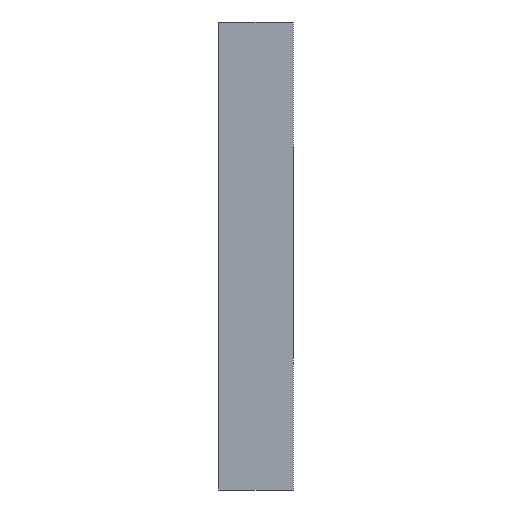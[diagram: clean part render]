
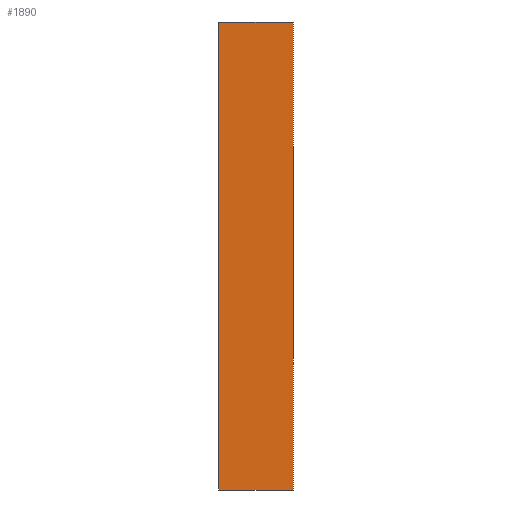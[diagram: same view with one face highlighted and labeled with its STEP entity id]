
A CAD part, front view. The second image highlights one B-rep face of the part: STEP entity #1890.
In plain terms, the highlighted planar face has unit normal (0, -1, 0).
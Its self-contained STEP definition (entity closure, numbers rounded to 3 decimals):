
#102 = PLANE('',#103);
#103 = AXIS2_PLACEMENT_3D('',#104,#105,#106);
#104 = CARTESIAN_POINT('',(-0.203,-78.59,30.6));
#105 = DIRECTION('',(-1.,0.,0.));
#106 = DIRECTION('',(0.,1.,0.));
#623 = PLANE('',#624);
#624 = AXIS2_PLACEMENT_3D('',#625,#626,#627);
#625 = CARTESIAN_POINT('',(3.797,-53.59,30.6));
#626 = DIRECTION('',(0.,0.,-1.));
#627 = DIRECTION('',(-1.,0.,0.));
#947 = PLANE('',#948);
#948 = AXIS2_PLACEMENT_3D('',#949,#950,#951);
#949 = CARTESIAN_POINT('',(7.797,-28.59,30.6));
#950 = DIRECTION('',(1.,0.,0.));
#951 = DIRECTION('',(0.,-1.,0.));
#1257 = VERTEX_POINT('',#1258);
#1258 = CARTESIAN_POINT('',(-0.203,-78.59,30.6));
#1308 = VERTEX_POINT('',#1309);
#1309 = CARTESIAN_POINT('',(-0.203,-78.59,-19.4));
#1323 = PLANE('',#1324);
#1324 = AXIS2_PLACEMENT_3D('',#1325,#1326,#1327);
#1325 = CARTESIAN_POINT('',(3.797,-53.59,-19.4));
#1326 = DIRECTION('',(0.,0.,-1.));
#1327 = DIRECTION('',(-1.,0.,0.));
#1335 = EDGE_CURVE('',#1257,#1308,#1336,.T.);
#1336 = SURFACE_CURVE('',#1337,(#1341,#1348),.PCURVE_S1.);
#1337 = LINE('',#1338,#1339);
#1338 = CARTESIAN_POINT('',(-0.203,-78.59,30.6));
#1339 = VECTOR('',#1340,1.);
#1340 = DIRECTION('',(0.,0.,-1.));
#1341 = PCURVE('',#102,#1342);
#1342 = DEFINITIONAL_REPRESENTATION('',(#1343),#1347);
#1343 = LINE('',#1344,#1345);
#1344 = CARTESIAN_POINT('',(0.,0.));
#1345 = VECTOR('',#1346,1.);
#1346 = DIRECTION('',(0.,1.));
#1347 = ( GEOMETRIC_REPRESENTATION_CONTEXT(2) 
PARAMETRIC_REPRESENTATION_CONTEXT() REPRESENTATION_CONTEXT('2D SPACE',''
  ) );
#1348 = PCURVE('',#1349,#1354);
#1349 = PLANE('',#1350);
#1350 = AXIS2_PLACEMENT_3D('',#1351,#1352,#1353);
#1351 = CARTESIAN_POINT('',(7.797,-78.59,30.6));
#1352 = DIRECTION('',(0.,-1.,0.));
#1353 = DIRECTION('',(-1.,0.,0.));
#1354 = DEFINITIONAL_REPRESENTATION('',(#1355),#1359);
#1355 = LINE('',#1356,#1357);
#1356 = CARTESIAN_POINT('',(8.,0.));
#1357 = VECTOR('',#1358,1.);
#1358 = DIRECTION('',(0.,1.));
#1359 = ( GEOMETRIC_REPRESENTATION_CONTEXT(2) 
PARAMETRIC_REPRESENTATION_CONTEXT() REPRESENTATION_CONTEXT('2D SPACE',''
  ) );
#1737 = VERTEX_POINT('',#1738);
#1738 = CARTESIAN_POINT('',(7.797,-78.59,30.6));
#1761 = EDGE_CURVE('',#1737,#1762,#1764,.T.);
#1762 = VERTEX_POINT('',#1763);
#1763 = CARTESIAN_POINT('',(7.797,-78.59,-19.4));
#1764 = SURFACE_CURVE('',#1765,(#1769,#1776),.PCURVE_S1.);
#1765 = LINE('',#1766,#1767);
#1766 = CARTESIAN_POINT('',(7.797,-78.59,30.6));
#1767 = VECTOR('',#1768,1.);
#1768 = DIRECTION('',(0.,0.,-1.));
#1769 = PCURVE('',#947,#1770);
#1770 = DEFINITIONAL_REPRESENTATION('',(#1771),#1775);
#1771 = LINE('',#1772,#1773);
#1772 = CARTESIAN_POINT('',(50.,0.));
#1773 = VECTOR('',#1774,1.);
#1774 = DIRECTION('',(0.,1.));
#1775 = ( GEOMETRIC_REPRESENTATION_CONTEXT(2) 
PARAMETRIC_REPRESENTATION_CONTEXT() REPRESENTATION_CONTEXT('2D SPACE',''
  ) );
#1776 = PCURVE('',#1349,#1777);
#1777 = DEFINITIONAL_REPRESENTATION('',(#1778),#1782);
#1778 = LINE('',#1779,#1780);
#1779 = CARTESIAN_POINT('',(0.,0.));
#1780 = VECTOR('',#1781,1.);
#1781 = DIRECTION('',(0.,1.));
#1782 = ( GEOMETRIC_REPRESENTATION_CONTEXT(2) 
PARAMETRIC_REPRESENTATION_CONTEXT() REPRESENTATION_CONTEXT('2D SPACE',''
  ) );
#1890 = ADVANCED_FACE('',(#1891),#1349,.T.);
#1891 = FACE_BOUND('',#1892,.T.);
#1892 = EDGE_LOOP('',(#1893,#1914,#1915,#1936));
#1893 = ORIENTED_EDGE('',*,*,#1894,.F.);
#1894 = EDGE_CURVE('',#1257,#1737,#1895,.T.);
#1895 = SURFACE_CURVE('',#1896,(#1900,#1907),.PCURVE_S1.);
#1896 = LINE('',#1897,#1898);
#1897 = CARTESIAN_POINT('',(-0.203,-78.59,30.6));
#1898 = VECTOR('',#1899,1.);
#1899 = DIRECTION('',(1.,0.,0.));
#1900 = PCURVE('',#1349,#1901);
#1901 = DEFINITIONAL_REPRESENTATION('',(#1902),#1906);
#1902 = LINE('',#1903,#1904);
#1903 = CARTESIAN_POINT('',(8.,0.));
#1904 = VECTOR('',#1905,1.);
#1905 = DIRECTION('',(-1.,0.));
#1906 = ( GEOMETRIC_REPRESENTATION_CONTEXT(2) 
PARAMETRIC_REPRESENTATION_CONTEXT() REPRESENTATION_CONTEXT('2D SPACE',''
  ) );
#1907 = PCURVE('',#623,#1908);
#1908 = DEFINITIONAL_REPRESENTATION('',(#1909),#1913);
#1909 = LINE('',#1910,#1911);
#1910 = CARTESIAN_POINT('',(4.,-25.));
#1911 = VECTOR('',#1912,1.);
#1912 = DIRECTION('',(-1.,0.));
#1913 = ( GEOMETRIC_REPRESENTATION_CONTEXT(2) 
PARAMETRIC_REPRESENTATION_CONTEXT() REPRESENTATION_CONTEXT('2D SPACE',''
  ) );
#1914 = ORIENTED_EDGE('',*,*,#1335,.T.);
#1915 = ORIENTED_EDGE('',*,*,#1916,.F.);
#1916 = EDGE_CURVE('',#1762,#1308,#1917,.T.);
#1917 = SURFACE_CURVE('',#1918,(#1922,#1929),.PCURVE_S1.);
#1918 = LINE('',#1919,#1920);
#1919 = CARTESIAN_POINT('',(-0.203,-78.59,-19.4));
#1920 = VECTOR('',#1921,1.);
#1921 = DIRECTION('',(-1.,0.,0.));
#1922 = PCURVE('',#1349,#1923);
#1923 = DEFINITIONAL_REPRESENTATION('',(#1924),#1928);
#1924 = LINE('',#1925,#1926);
#1925 = CARTESIAN_POINT('',(8.,50.));
#1926 = VECTOR('',#1927,1.);
#1927 = DIRECTION('',(1.,0.));
#1928 = ( GEOMETRIC_REPRESENTATION_CONTEXT(2) 
PARAMETRIC_REPRESENTATION_CONTEXT() REPRESENTATION_CONTEXT('2D SPACE',''
  ) );
#1929 = PCURVE('',#1323,#1930);
#1930 = DEFINITIONAL_REPRESENTATION('',(#1931),#1935);
#1931 = LINE('',#1932,#1933);
#1932 = CARTESIAN_POINT('',(4.,-25.));
#1933 = VECTOR('',#1934,1.);
#1934 = DIRECTION('',(1.,0.));
#1935 = ( GEOMETRIC_REPRESENTATION_CONTEXT(2) 
PARAMETRIC_REPRESENTATION_CONTEXT() REPRESENTATION_CONTEXT('2D SPACE',''
  ) );
#1936 = ORIENTED_EDGE('',*,*,#1761,.F.);
